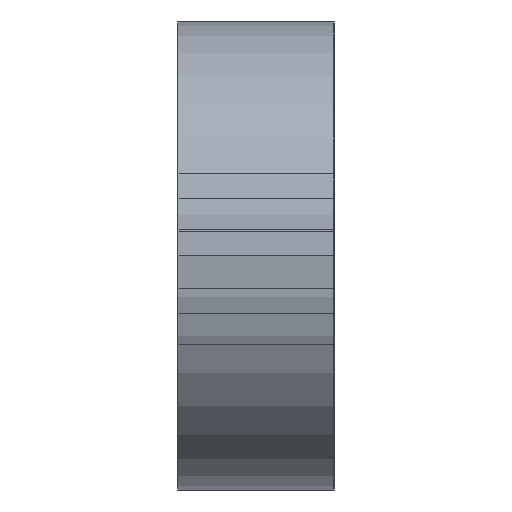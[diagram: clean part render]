
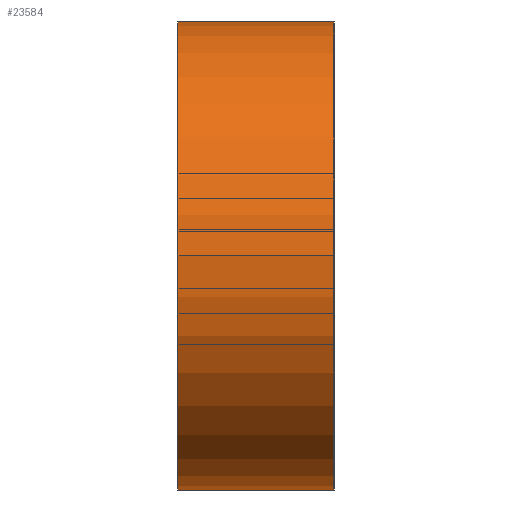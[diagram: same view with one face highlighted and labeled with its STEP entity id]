
A CAD part, left-side view. The second image highlights one B-rep face of the part: STEP entity #23584.
In plain terms, the highlighted cylindrical face has radius 38.1 mm (diameter 76.2 mm), a partial arc.
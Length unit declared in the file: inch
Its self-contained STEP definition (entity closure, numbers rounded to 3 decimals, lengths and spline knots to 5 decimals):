
#3946 = EDGE_CURVE ( 'NONE', #18869, #11646, #25383, .T. ) ;
#4351 = CARTESIAN_POINT ( 'NONE',  ( -9.55006, 1., 1.5 ) ) ;
#4476 = VECTOR ( 'NONE', #24441, 39.37008 ) ;
#4879 = EDGE_CURVE ( 'NONE', #24126, #18869, #16584, .T. ) ;
#5511 = DIRECTION ( 'NONE',  ( 0., 1., 0. ) ) ;
#5736 = ORIENTED_EDGE ( 'NONE', *, *, #3946, .F. ) ;
#6273 = DIRECTION ( 'NONE',  ( 0., 1., 0. ) ) ;
#7435 = CARTESIAN_POINT ( 'NONE',  ( -9.55006, 0., 1.5 ) ) ;
#8884 = CARTESIAN_POINT ( 'NONE',  ( -9.55006, 1., -1.5 ) ) ;
#9092 = EDGE_LOOP ( 'NONE', ( #22744, #5736, #25978, #25826 ) ) ;
#9522 = EDGE_CURVE ( 'NONE', #24126, #9752, #9704, .T. ) ;
#9704 = LINE ( 'NONE', #8884, #4476 ) ;
#9752 = VERTEX_POINT ( 'NONE', #17541 ) ;
#10154 = DIRECTION ( 'NONE',  ( 0., 0., -1. ) ) ;
#11055 = FACE_OUTER_BOUND ( 'NONE', #9092, .T. ) ;
#11339 = EDGE_CURVE ( 'NONE', #9752, #11646, #21756, .T. ) ;
#11646 = VERTEX_POINT ( 'NONE', #7435 ) ;
#12792 = VECTOR ( 'NONE', #27123, 39.37008 ) ;
#14616 = DIRECTION ( 'NONE',  ( 0., -1., 0. ) ) ;
#14789 = CARTESIAN_POINT ( 'NONE',  ( -9.55006, 1., -1.5 ) ) ;
#14963 = AXIS2_PLACEMENT_3D ( 'NONE', #18839, #5511, #21070 ) ;
#16294 = CYLINDRICAL_SURFACE ( 'NONE', #22414, 1.5 ) ;
#16584 = CIRCLE ( 'NONE', #14963, 1.5 ) ;
#17541 = CARTESIAN_POINT ( 'NONE',  ( -9.55006, 0., -1.5 ) ) ;
#18839 = CARTESIAN_POINT ( 'NONE',  ( -9.55006, 1., 0. ) ) ;
#18869 = VERTEX_POINT ( 'NONE', #4351 ) ;
#19007 = CARTESIAN_POINT ( 'NONE',  ( -9.55006, 1., 0. ) ) ;
#19596 = CARTESIAN_POINT ( 'NONE',  ( -9.55006, 0., 0. ) ) ;
#21070 = DIRECTION ( 'NONE',  ( 0., 0., 1. ) ) ;
#21756 = CIRCLE ( 'NONE', #22980, 1.5 ) ;
#21835 = DIRECTION ( 'NONE',  ( 0., 0., 1. ) ) ;
#22414 = AXIS2_PLACEMENT_3D ( 'NONE', #19007, #14616, #10154 ) ;
#22647 = CARTESIAN_POINT ( 'NONE',  ( -9.55006, 1., 1.5 ) ) ;
#22744 = ORIENTED_EDGE ( 'NONE', *, *, #11339, .T. ) ;
#22980 = AXIS2_PLACEMENT_3D ( 'NONE', #19596, #6273, #21835 ) ;
#23584 = ADVANCED_FACE ( 'NONE', ( #11055 ), #16294, .T. ) ;
#24126 = VERTEX_POINT ( 'NONE', #14789 ) ;
#24441 = DIRECTION ( 'NONE',  ( 0., -1., 0. ) ) ;
#25383 = LINE ( 'NONE', #22647, #12792 ) ;
#25826 = ORIENTED_EDGE ( 'NONE', *, *, #9522, .T. ) ;
#25978 = ORIENTED_EDGE ( 'NONE', *, *, #4879, .F. ) ;
#27123 = DIRECTION ( 'NONE',  ( 0., -1., 0. ) ) ;
